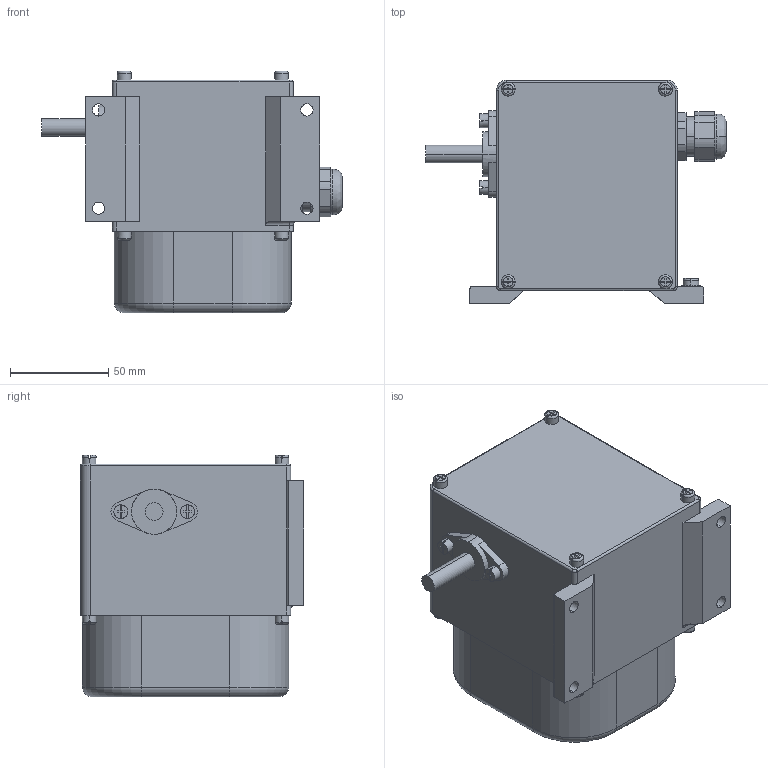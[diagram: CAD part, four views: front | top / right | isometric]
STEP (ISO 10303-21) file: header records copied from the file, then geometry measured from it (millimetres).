
FILE_DESCRIPTION (( 'STEP AP214' ), '1' );
FILE_NAME ('KV-1-250-1 ÂÓ-250Ì Ó2, 2 êîìì.öåïü, IP44.STEP', '2017-11-15T07:42:41', ( '' ), ( '' ), 'SwSTEP 2.0', 'SolidWorks 2014', '' );
FILE_SCHEMA (( 'AUTOMOTIVE_DESIGN' ));
Length unit declared in the file: millimetre
Products named in the file (1): KV-1-250-1 ÂÓ-250Ì Ó2, 2 êîìì.öåïü, IP44
Bounding box: 153 x 113.5 x 123 mm (x, y, z)
Volume: 1148127.9 mm3; surface area: 75753.1 mm2
Topology: 1 solids, 2 shells, 428 faces, 1163 edges, 766 vertices
Faces by surface type: plane 264, cylinder 77, bspline 59, torus 28
Entity records: 16860 total; most frequent: CARTESIAN_POINT 6268, ORIENTED_EDGE 2326, DIRECTION 1981, EDGE_CURVE 1163, LINE 771, VECTOR 771, VERTEX_POINT 766, AXIS2_PLACEMENT_3D 605
